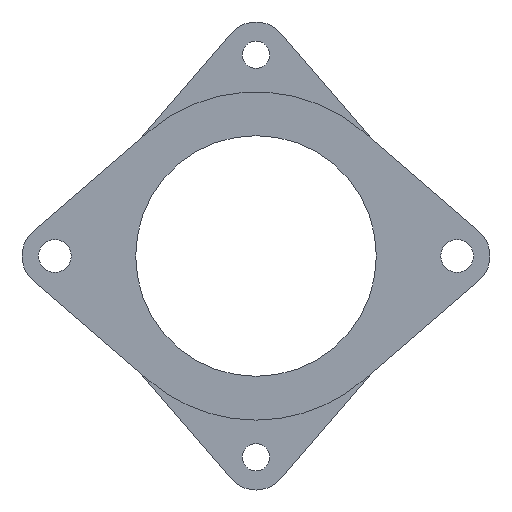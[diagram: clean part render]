
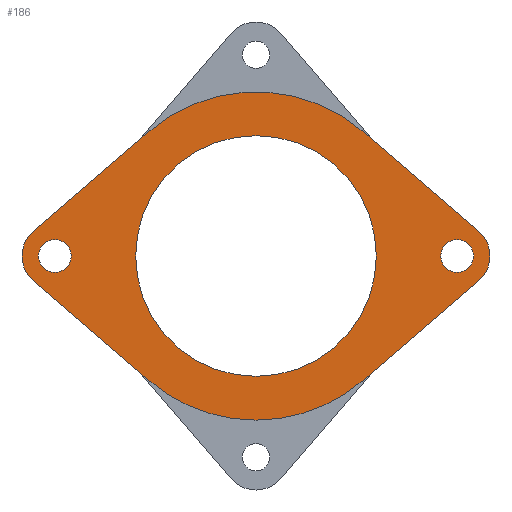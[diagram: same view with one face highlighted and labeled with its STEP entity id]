
A CAD part, front view. The second image highlights one B-rep face of the part: STEP entity #186.
In plain terms, the highlighted planar face has unit normal (0, -1, 0).
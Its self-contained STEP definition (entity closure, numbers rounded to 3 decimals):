
#5 = EDGE_CURVE ( 'NONE', #365, #366, #495, .T. ) ;
#7 = EDGE_CURVE ( 'NONE', #369, #426, #496, .T. ) ;
#12 = EDGE_CURVE ( 'NONE', #412, #411, #503, .T. ) ;
#27 = EDGE_CURVE ( 'NONE', #366, #365, #526, .T. ) ;
#28 = EDGE_CURVE ( 'NONE', #409, #423, #527, .T. ) ;
#29 = EDGE_CURVE ( 'NONE', #411, #409, #525, .T. ) ;
#30 = EDGE_CURVE ( 'NONE', #408, #412, #529, .T. ) ;
#31 = EDGE_CURVE ( 'NONE', #419, #408, #528, .T. ) ;
#32 = EDGE_CURVE ( 'NONE', #430, #419, #531, .T. ) ;
#33 = EDGE_CURVE ( 'NONE', #421, #430, #532, .T. ) ;
#34 = EDGE_CURVE ( 'NONE', #417, #421, #534, .T. ) ;
#35 = EDGE_CURVE ( 'NONE', #423, #417, #535, .T. ) ;
#36 = EDGE_CURVE ( 'NONE', #426, #369, #537, .T. ) ;
#37 = EDGE_CURVE ( 'NONE', #362, #361, #540, .T. ) ;
#84 = EDGE_CURVE ( 'NONE', #361, #362, #614, .T. ) ;
#107 = AXIS2_PLACEMENT_3D ( 'NONE', #154, #155, #156 ) ;
#108 = AXIS2_PLACEMENT_3D ( 'NONE', #159, #160, #161 ) ;
#110 = AXIS2_PLACEMENT_3D ( 'NONE', #693, #694, #695 ) ;
#120 = AXIS2_PLACEMENT_3D ( 'NONE', #734, #735, #736 ) ;
#121 = AXIS2_PLACEMENT_3D ( 'NONE', #738, #739, #740 ) ;
#122 = AXIS2_PLACEMENT_3D ( 'NONE', #164, #742, #743 ) ;
#123 = AXIS2_PLACEMENT_3D ( 'NONE', #746, #747, #748 ) ;
#124 = AXIS2_PLACEMENT_3D ( 'NONE', #752, #753, #754 ) ;
#125 = AXIS2_PLACEMENT_3D ( 'NONE', #756, #757, #758 ) ;
#126 = AXIS2_PLACEMENT_3D ( 'NONE', #760, #761, #762 ) ;
#146 = AXIS2_PLACEMENT_3D ( 'NONE', #872, #873, #874 ) ;
#154 = CARTESIAN_POINT ( 'NONE',  ( 18.385, 0., 0. ) ) ;
#155 = DIRECTION ( 'NONE',  ( 0., 1., 0. ) ) ;
#156 = DIRECTION ( 'NONE',  ( 0., 0., 1. ) ) ;
#159 = CARTESIAN_POINT ( 'NONE',  ( 0., 0., 0. ) ) ;
#160 = DIRECTION ( 'NONE',  ( 0., 1., 0. ) ) ;
#161 = DIRECTION ( 'NONE',  ( 0., 0., 1. ) ) ;
#164 = CARTESIAN_POINT ( 'NONE',  ( 0., 0., 0. ) ) ;
#186 = ADVANCED_FACE ( 'NONE', ( #1300, #1304, #1301, #1299 ), #1439, .T. ) ;
#260 = ORIENTED_EDGE ( 'NONE', *, *, #5, .T. ) ;
#261 = ORIENTED_EDGE ( 'NONE', *, *, #27, .T. ) ;
#262 = ORIENTED_EDGE ( 'NONE', *, *, #28, .F. ) ;
#263 = ORIENTED_EDGE ( 'NONE', *, *, #29, .F. ) ;
#264 = ORIENTED_EDGE ( 'NONE', *, *, #12, .F. ) ;
#265 = ORIENTED_EDGE ( 'NONE', *, *, #30, .F. ) ;
#266 = ORIENTED_EDGE ( 'NONE', *, *, #31, .F. ) ;
#267 = ORIENTED_EDGE ( 'NONE', *, *, #32, .F. ) ;
#268 = ORIENTED_EDGE ( 'NONE', *, *, #33, .F. ) ;
#269 = ORIENTED_EDGE ( 'NONE', *, *, #34, .F. ) ;
#270 = ORIENTED_EDGE ( 'NONE', *, *, #35, .F. ) ;
#271 = ORIENTED_EDGE ( 'NONE', *, *, #7, .T. ) ;
#272 = ORIENTED_EDGE ( 'NONE', *, *, #36, .T. ) ;
#273 = ORIENTED_EDGE ( 'NONE', *, *, #84, .T. ) ;
#274 = ORIENTED_EDGE ( 'NONE', *, *, #37, .T. ) ;
#361 = VERTEX_POINT ( 'NONE', #1747 ) ;
#362 = VERTEX_POINT ( 'NONE', #1748 ) ;
#365 = VERTEX_POINT ( 'NONE', #1751 ) ;
#366 = VERTEX_POINT ( 'NONE', #1752 ) ;
#369 = VERTEX_POINT ( 'NONE', #1755 ) ;
#408 = VERTEX_POINT ( 'NONE', #1759 ) ;
#409 = VERTEX_POINT ( 'NONE', #1765 ) ;
#411 = VERTEX_POINT ( 'NONE', #1767 ) ;
#412 = VERTEX_POINT ( 'NONE', #1768 ) ;
#417 = VERTEX_POINT ( 'NONE', #1772 ) ;
#419 = VERTEX_POINT ( 'NONE', #1774 ) ;
#421 = VERTEX_POINT ( 'NONE', #1776 ) ;
#423 = VERTEX_POINT ( 'NONE', #1778 ) ;
#426 = VERTEX_POINT ( 'NONE', #1781 ) ;
#430 = VERTEX_POINT ( 'NONE', #1785 ) ;
#495 = CIRCLE ( 'NONE', #107, 1.5 ) ;
#496 = CIRCLE ( 'NONE', #108, 11. ) ;
#503 = CIRCLE ( 'NONE', #110, 15. ) ;
#525 = LINE ( 'NONE', #737, #530 ) ;
#526 = CIRCLE ( 'NONE', #120, 1.5 ) ;
#527 = CIRCLE ( 'NONE', #121, 3. ) ;
#528 = LINE ( 'NONE', #741, #533 ) ;
#529 = CIRCLE ( 'NONE', #122, 15. ) ;
#530 = VECTOR ( 'NONE', #733, 1000. ) ;
#531 = CIRCLE ( 'NONE', #123, 3. ) ;
#532 = LINE ( 'NONE', #745, #536 ) ;
#533 = VECTOR ( 'NONE', #729, 1000. ) ;
#534 = CIRCLE ( 'NONE', #124, 15. ) ;
#535 = LINE ( 'NONE', #751, #539 ) ;
#536 = VECTOR ( 'NONE', #744, 1000. ) ;
#537 = CIRCLE ( 'NONE', #125, 11. ) ;
#539 = VECTOR ( 'NONE', #749, 1000. ) ;
#540 = CIRCLE ( 'NONE', #126, 1.5 ) ;
#614 = CIRCLE ( 'NONE', #146, 1.5 ) ;
#693 = CARTESIAN_POINT ( 'NONE',  ( 0., 0., 0. ) ) ;
#694 = DIRECTION ( 'NONE',  ( 0., 1., 0. ) ) ;
#695 = DIRECTION ( 'NONE',  ( 0., 0., 1. ) ) ;
#729 = DIRECTION ( 'NONE',  ( -0.758, 0., -0.653 ) ) ;
#733 = DIRECTION ( 'NONE',  ( -0.758, 0., 0.653 ) ) ;
#734 = CARTESIAN_POINT ( 'NONE',  ( 18.385, 0., 0. ) ) ;
#735 = DIRECTION ( 'NONE',  ( 0., 1., 0. ) ) ;
#736 = DIRECTION ( 'NONE',  ( 0., 0., 1. ) ) ;
#737 = CARTESIAN_POINT ( 'NONE',  ( -20.343, 0., -2.273 ) ) ;
#738 = CARTESIAN_POINT ( 'NONE',  ( -18.385, 0., 0. ) ) ;
#739 = DIRECTION ( 'NONE',  ( 0., 1., 0. ) ) ;
#740 = DIRECTION ( 'NONE',  ( 0., 0., -1. ) ) ;
#741 = CARTESIAN_POINT ( 'NONE',  ( 20.343, 0., -2.273 ) ) ;
#742 = DIRECTION ( 'NONE',  ( 0., 1., 0. ) ) ;
#743 = DIRECTION ( 'NONE',  ( 0., 0., 1. ) ) ;
#744 = DIRECTION ( 'NONE',  ( 0.758, 0., -0.653 ) ) ;
#745 = CARTESIAN_POINT ( 'NONE',  ( 20.343, 0., 2.273 ) ) ;
#746 = CARTESIAN_POINT ( 'NONE',  ( 18.385, 0., 0. ) ) ;
#747 = DIRECTION ( 'NONE',  ( 0., 1., 0. ) ) ;
#748 = DIRECTION ( 'NONE',  ( 0., 0., 1. ) ) ;
#749 = DIRECTION ( 'NONE',  ( 0.758, 0., 0.653 ) ) ;
#751 = CARTESIAN_POINT ( 'NONE',  ( -20.343, 0., 2.273 ) ) ;
#752 = CARTESIAN_POINT ( 'NONE',  ( 0., 0., 0. ) ) ;
#753 = DIRECTION ( 'NONE',  ( 0., 1., 0. ) ) ;
#754 = DIRECTION ( 'NONE',  ( 0., 0., 1. ) ) ;
#756 = CARTESIAN_POINT ( 'NONE',  ( 0., 0., 0. ) ) ;
#757 = DIRECTION ( 'NONE',  ( 0., 1., 0. ) ) ;
#758 = DIRECTION ( 'NONE',  ( 0., 0., 1. ) ) ;
#760 = CARTESIAN_POINT ( 'NONE',  ( -18.385, 0., 0. ) ) ;
#761 = DIRECTION ( 'NONE',  ( 0., 1., 0. ) ) ;
#762 = DIRECTION ( 'NONE',  ( 0., 0., -1. ) ) ;
#872 = CARTESIAN_POINT ( 'NONE',  ( -18.385, 0., 0. ) ) ;
#873 = DIRECTION ( 'NONE',  ( 0., 1., 0. ) ) ;
#874 = DIRECTION ( 'NONE',  ( 0., 0., -1. ) ) ;
#1009 = AXIS2_PLACEMENT_3D ( 'NONE', #1447, #1448, #1449 ) ;
#1299 = FACE_BOUND ( 'NONE', #1888, .T. ) ;
#1300 = FACE_BOUND ( 'NONE', #1824, .T. ) ;
#1301 = FACE_BOUND ( 'NONE', #1885, .T. ) ;
#1304 = FACE_OUTER_BOUND ( 'NONE', #1827, .T. ) ;
#1439 = PLANE ( 'NONE',  #1009 ) ;
#1447 = CARTESIAN_POINT ( 'NONE',  ( -18.385, 0., 0. ) ) ;
#1448 = DIRECTION ( 'NONE',  ( 0., -1., 0. ) ) ;
#1449 = DIRECTION ( 'NONE',  ( 0., 0., -1. ) ) ;
#1747 = CARTESIAN_POINT ( 'NONE',  ( -18.385, 0., -1.5 ) ) ;
#1748 = CARTESIAN_POINT ( 'NONE',  ( -18.385, 0., 1.5 ) ) ;
#1751 = CARTESIAN_POINT ( 'NONE',  ( 18.385, 0., -1.5 ) ) ;
#1752 = CARTESIAN_POINT ( 'NONE',  ( 18.385, 0., 1.5 ) ) ;
#1755 = CARTESIAN_POINT ( 'NONE',  ( 0., 0., -11. ) ) ;
#1759 = CARTESIAN_POINT ( 'NONE',  ( 9.791, 0., -11.364 ) ) ;
#1765 = CARTESIAN_POINT ( 'NONE',  ( -20.343, 0., -2.273 ) ) ;
#1767 = CARTESIAN_POINT ( 'NONE',  ( -9.791, 0., -11.364 ) ) ;
#1768 = CARTESIAN_POINT ( 'NONE',  ( 0., 0., -15. ) ) ;
#1772 = CARTESIAN_POINT ( 'NONE',  ( -9.791, 0., 11.364 ) ) ;
#1774 = CARTESIAN_POINT ( 'NONE',  ( 20.343, 0., -2.273 ) ) ;
#1776 = CARTESIAN_POINT ( 'NONE',  ( 9.791, 0., 11.364 ) ) ;
#1778 = CARTESIAN_POINT ( 'NONE',  ( -20.343, 0., 2.273 ) ) ;
#1781 = CARTESIAN_POINT ( 'NONE',  ( 0., 0., 11. ) ) ;
#1785 = CARTESIAN_POINT ( 'NONE',  ( 20.343, 0., 2.273 ) ) ;
#1824 = EDGE_LOOP ( 'NONE', ( #260, #261 ) ) ;
#1827 = EDGE_LOOP ( 'NONE', ( #262, #263, #264, #265, #266, #267, #268, #269, #270 ) ) ;
#1885 = EDGE_LOOP ( 'NONE', ( #271, #272 ) ) ;
#1888 = EDGE_LOOP ( 'NONE', ( #273, #274 ) ) ;
